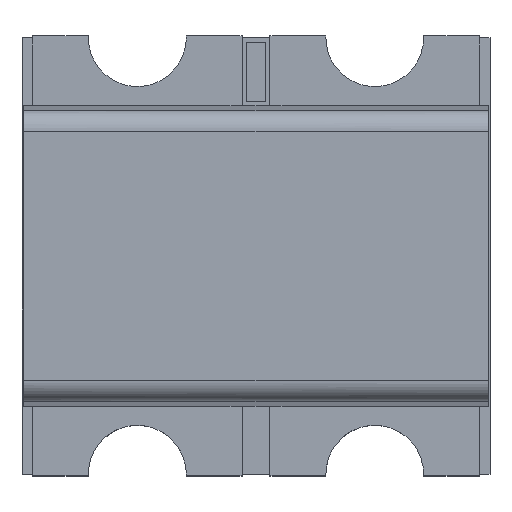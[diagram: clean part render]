
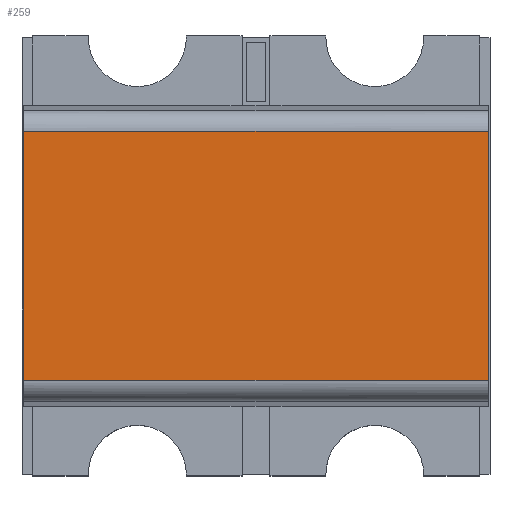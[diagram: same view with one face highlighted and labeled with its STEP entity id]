
A CAD part, top view. The second image highlights one B-rep face of the part: STEP entity #259.
In plain terms, the highlighted planar face has unit normal (0, 0, 1).
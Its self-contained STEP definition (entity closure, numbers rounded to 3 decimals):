
#259=ADVANCED_FACE('',(#373),#1913,.T.);
#373=FACE_OUTER_BOUND('',#487,.T.);
#487=EDGE_LOOP('',(#1053,#1054,#1055,#1056));
#1053=ORIENTED_EDGE('',*,*,#1367,.T.);
#1054=ORIENTED_EDGE('',*,*,#1366,.T.);
#1055=ORIENTED_EDGE('',*,*,#1365,.T.);
#1056=ORIENTED_EDGE('',*,*,#1364,.T.);
#1364=EDGE_CURVE('',#1826,#1823,#1626,.T.);
#1365=EDGE_CURVE('',#1825,#1826,#1627,.T.);
#1366=EDGE_CURVE('',#1824,#1825,#1628,.T.);
#1367=EDGE_CURVE('',#1823,#1824,#1629,.T.);
#1626=B_SPLINE_CURVE_WITH_KNOTS('',1,(#3313,#3314),.UNSPECIFIED.,.F.,.F.,
(2,2),(0.,1.),.UNSPECIFIED.);
#1627=B_SPLINE_CURVE_WITH_KNOTS('',1,(#3315,#3316),.UNSPECIFIED.,.F.,.F.,
(2,2),(0.,1.),.UNSPECIFIED.);
#1628=B_SPLINE_CURVE_WITH_KNOTS('',1,(#3317,#3318),.UNSPECIFIED.,.F.,.F.,
(2,2),(0.,1.),.UNSPECIFIED.);
#1629=B_SPLINE_CURVE_WITH_KNOTS('',1,(#3319,#3320),.UNSPECIFIED.,.F.,.F.,
(2,2),(0.,1.),.UNSPECIFIED.);
#1823=VERTEX_POINT('',#3293);
#1824=VERTEX_POINT('',#3294);
#1825=VERTEX_POINT('',#3295);
#1826=VERTEX_POINT('',#3296);
#1913=PLANE('',#2021);
#2021=AXIS2_PLACEMENT_3D('',#3263,#2112,$);
#2112=DIRECTION('',(0.,0.,1.));
#3263=CARTESIAN_POINT('',(-0.878,-0.47,0.701));
#3293=CARTESIAN_POINT('',(0.845,-0.452,0.701));
#3294=CARTESIAN_POINT('',(0.845,0.452,0.701));
#3295=CARTESIAN_POINT('',(-0.845,0.452,0.701));
#3296=CARTESIAN_POINT('',(-0.845,-0.452,0.701));
#3313=CARTESIAN_POINT('',(-0.845,-0.452,0.701));
#3314=CARTESIAN_POINT('',(0.845,-0.452,0.701));
#3315=CARTESIAN_POINT('',(-0.845,0.452,0.701));
#3316=CARTESIAN_POINT('',(-0.845,-0.452,0.701));
#3317=CARTESIAN_POINT('',(0.845,0.452,0.701));
#3318=CARTESIAN_POINT('',(-0.845,0.452,0.701));
#3319=CARTESIAN_POINT('',(0.845,-0.452,0.701));
#3320=CARTESIAN_POINT('',(0.845,0.452,0.701));
